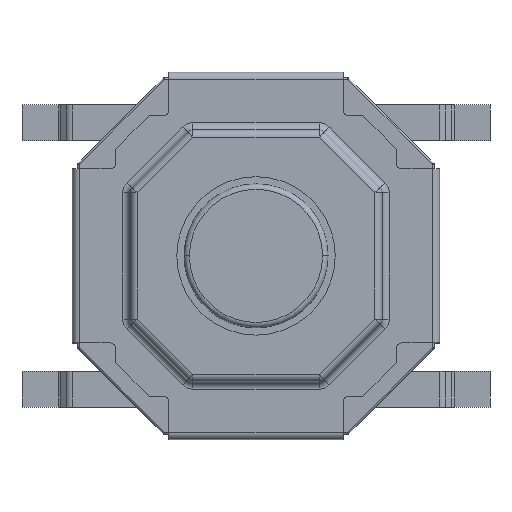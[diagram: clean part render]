
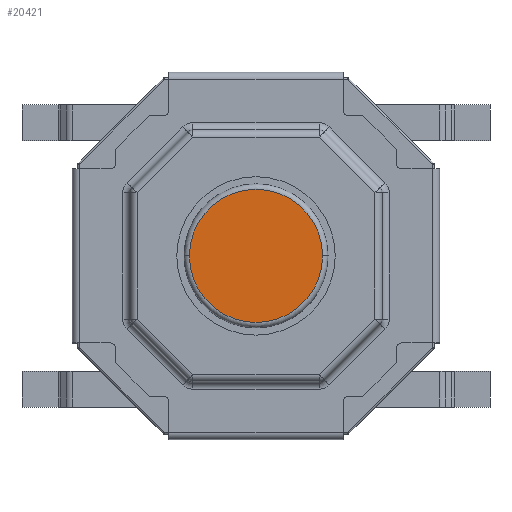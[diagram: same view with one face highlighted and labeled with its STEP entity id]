
A CAD part, top view. The second image highlights one B-rep face of the part: STEP entity #20421.
In plain terms, the highlighted planar face has unit normal (0, 0, 1).
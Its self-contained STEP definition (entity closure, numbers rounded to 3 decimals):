
#19955 = TOROIDAL_SURFACE('',#19956,0.925,0.075);
#19956 = AXIS2_PLACEMENT_3D('',#19957,#19958,#19959);
#19957 = CARTESIAN_POINT('',(0.,0.,1.475));
#19958 = DIRECTION('',(0.,0.,1.));
#19959 = DIRECTION('',(-1.,0.,0.));
#19980 = VERTEX_POINT('',#19981);
#19981 = CARTESIAN_POINT('',(0.925,0.,1.55));
#19996 = TOROIDAL_SURFACE('',#19997,0.925,0.075);
#19997 = AXIS2_PLACEMENT_3D('',#19998,#19999,#20000);
#19998 = CARTESIAN_POINT('',(0.,0.,1.475));
#19999 = DIRECTION('',(0.,0.,1.));
#20000 = DIRECTION('',(-1.,0.,0.));
#20008 = EDGE_CURVE('',#20009,#19980,#20011,.T.);
#20009 = VERTEX_POINT('',#20010);
#20010 = CARTESIAN_POINT('',(-0.925,0.,1.55));
#20011 = SURFACE_CURVE('',#20012,(#20017,#20024),.PCURVE_S1.);
#20012 = CIRCLE('',#20013,0.925);
#20013 = AXIS2_PLACEMENT_3D('',#20014,#20015,#20016);
#20014 = CARTESIAN_POINT('',(0.,0.,1.55)
  );
#20015 = DIRECTION('',(0.,0.,1.));
#20016 = DIRECTION('',(-1.,0.,0.));
#20017 = PCURVE('',#19955,#20018);
#20018 = DEFINITIONAL_REPRESENTATION('',(#20019),#20023);
#20019 = LINE('',#20020,#20021);
#20020 = CARTESIAN_POINT('',(0.,1.571));
#20021 = VECTOR('',#20022,1.);
#20022 = DIRECTION('',(1.,0.));
#20023 = ( GEOMETRIC_REPRESENTATION_CONTEXT(2) 
PARAMETRIC_REPRESENTATION_CONTEXT() REPRESENTATION_CONTEXT('2D SPACE',''
  ) );
#20024 = PCURVE('',#20025,#20030);
#20025 = PLANE('',#20026);
#20026 = AXIS2_PLACEMENT_3D('',#20027,#20028,#20029);
#20027 = CARTESIAN_POINT('',(2.75,-2.1,1.55));
#20028 = DIRECTION('',(0.,0.,1.));
#20029 = DIRECTION('',(1.,0.,0.));
#20030 = DEFINITIONAL_REPRESENTATION('',(#20031),#20035);
#20031 = CIRCLE('',#20032,0.925);
#20032 = AXIS2_PLACEMENT_2D('',#20033,#20034);
#20033 = CARTESIAN_POINT('',(-2.75,2.1));
#20034 = DIRECTION('',(-1.,0.));
#20035 = ( GEOMETRIC_REPRESENTATION_CONTEXT(2) 
PARAMETRIC_REPRESENTATION_CONTEXT() REPRESENTATION_CONTEXT('2D SPACE',''
  ) );
#20421 = ADVANCED_FACE('',(#20422),#20025,.T.);
#20422 = FACE_BOUND('',#20423,.T.);
#20423 = EDGE_LOOP('',(#20424,#20425));
#20424 = ORIENTED_EDGE('',*,*,#20008,.T.);
#20425 = ORIENTED_EDGE('',*,*,#20426,.T.);
#20426 = EDGE_CURVE('',#19980,#20009,#20427,.T.);
#20427 = SURFACE_CURVE('',#20428,(#20433,#20440),.PCURVE_S1.);
#20428 = CIRCLE('',#20429,0.925);
#20429 = AXIS2_PLACEMENT_3D('',#20430,#20431,#20432);
#20430 = CARTESIAN_POINT('',(0.,0.,1.55)
  );
#20431 = DIRECTION('',(0.,0.,1.));
#20432 = DIRECTION('',(-1.,0.,0.));
#20433 = PCURVE('',#20025,#20434);
#20434 = DEFINITIONAL_REPRESENTATION('',(#20435),#20439);
#20435 = CIRCLE('',#20436,0.925);
#20436 = AXIS2_PLACEMENT_2D('',#20437,#20438);
#20437 = CARTESIAN_POINT('',(-2.75,2.1));
#20438 = DIRECTION('',(-1.,0.));
#20439 = ( GEOMETRIC_REPRESENTATION_CONTEXT(2) 
PARAMETRIC_REPRESENTATION_CONTEXT() REPRESENTATION_CONTEXT('2D SPACE',''
  ) );
#20440 = PCURVE('',#19996,#20441);
#20441 = DEFINITIONAL_REPRESENTATION('',(#20442),#20446);
#20442 = LINE('',#20443,#20444);
#20443 = CARTESIAN_POINT('',(0.,1.571));
#20444 = VECTOR('',#20445,1.);
#20445 = DIRECTION('',(1.,0.));
#20446 = ( GEOMETRIC_REPRESENTATION_CONTEXT(2) 
PARAMETRIC_REPRESENTATION_CONTEXT() REPRESENTATION_CONTEXT('2D SPACE',''
  ) );
